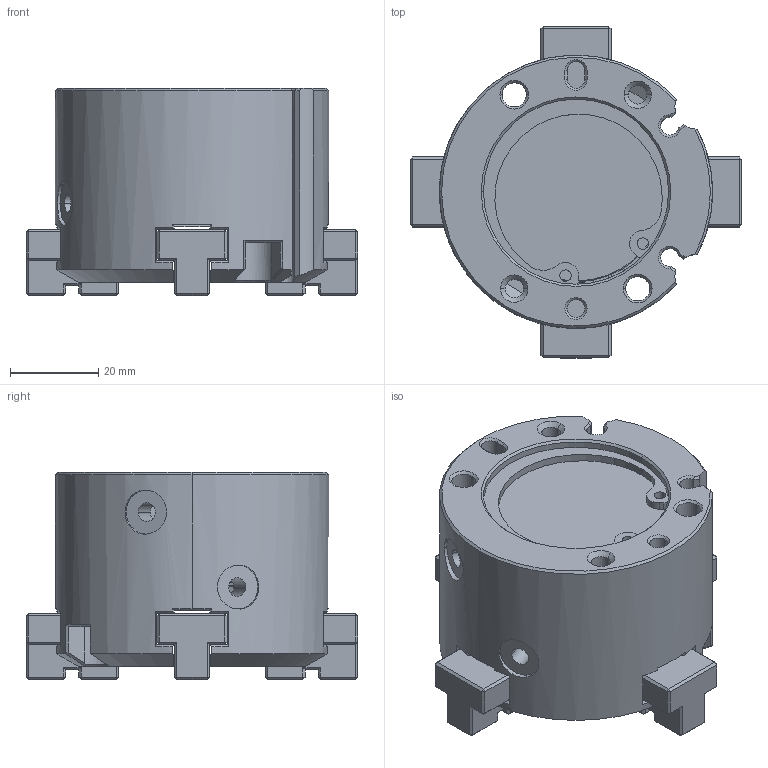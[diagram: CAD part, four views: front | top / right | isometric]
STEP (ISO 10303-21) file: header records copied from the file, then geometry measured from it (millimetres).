
FILE_DESCRIPTION (( 'STEP AP203' ), '1' );
FILE_NAME ('GC-404.STEP', '2019-09-19T01:32:32', ( 'user' ), ( '' ), 'SwSTEP 2.0', 'SolidWorks 2014', '' );
FILE_SCHEMA (( 'CONFIG_CONTROL_DESIGN' ));
Length unit declared in the file: millimetre
Products named in the file (1): GC-404
Bounding box: 75.32 x 75.32 x 47 mm (x, y, z)
Surface area: 30337.2 mm2 (no closed solid volume)
Topology: 0 solids, 18 shells, 577 faces, 1682 edges, 1102 vertices
Faces by surface type: plane 353, cylinder 106, cone 80, bspline 26, torus 6, sphere 6
Entity records: 20314 total; most frequent: CARTESIAN_POINT 5815, DIRECTION 2853, ORIENTED_EDGE 2800, EDGE_CURVE 1674, VERTEX_POINT 1099, VECTOR 1053, LINE 1053, AXIS2_PLACEMENT_3D 900
